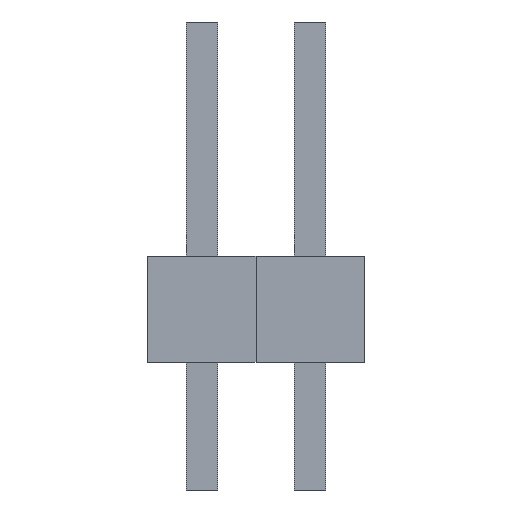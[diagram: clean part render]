
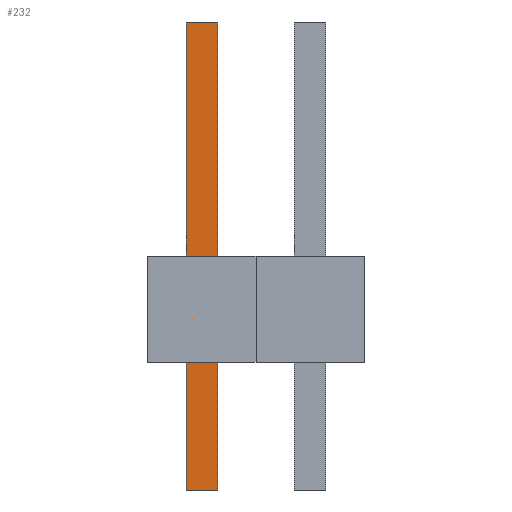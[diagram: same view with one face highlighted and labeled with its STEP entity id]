
A CAD part, front view. The second image highlights one B-rep face of the part: STEP entity #232.
In plain terms, the highlighted planar face has unit normal (0, -1, 0).
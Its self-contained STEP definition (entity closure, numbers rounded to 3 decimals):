
#13=DIRECTION('',(0.,0.,1.));
#14=DIRECTION('',(1.,0.,0.));
#73=VECTOR('',#13,1.);
#80=DIRECTION('',(0.,1.,0.));
#122=VECTOR('',#14,1.);
#186=EDGE_CURVE('',#187,#189,#191,.T.);
#187=VERTEX_POINT('',#188);
#188=CARTESIAN_POINT('',(-0.371,-0.371,-3.));
#189=VERTEX_POINT('',#190);
#190=CARTESIAN_POINT('',(-0.371,-0.371,8.));
#191=LINE('',#188,#73);
#210=ORIENTED_EDGE('',*,*,#211,.F.);
#211=EDGE_CURVE('',#212,#214,#216,.T.);
#212=VERTEX_POINT('',#213);
#213=CARTESIAN_POINT('',(0.371,-0.371,-3.));
#214=VERTEX_POINT('',#215);
#215=CARTESIAN_POINT('',(0.371,-0.371,8.));
#216=LINE('',#213,#73);
#232=ADVANCED_FACE('',(#233),#242,.F.);
#233=FACE_BOUND('',#234,.F.);
#234=EDGE_LOOP('',(#235,#238,#239,#210));
#235=ORIENTED_EDGE('',*,*,#236,.F.);
#236=EDGE_CURVE('',#187,#212,#237,.T.);
#237=LINE('',#188,#122);
#238=ORIENTED_EDGE('',*,*,#186,.T.);
#239=ORIENTED_EDGE('',*,*,#240,.T.);
#240=EDGE_CURVE('',#189,#214,#241,.T.);
#241=LINE('',#190,#122);
#242=PLANE('',#243);
#243=AXIS2_PLACEMENT_3D('',#188,#80,#13);
